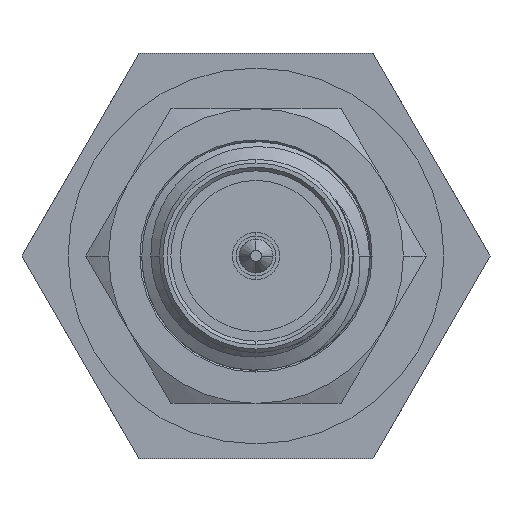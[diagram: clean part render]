
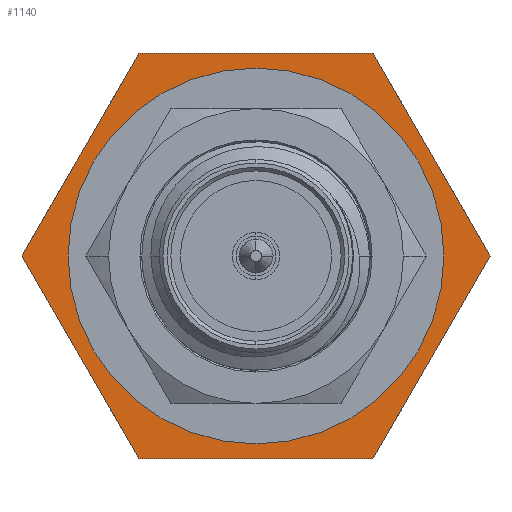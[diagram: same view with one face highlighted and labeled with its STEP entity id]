
A CAD part, left-side view. The second image highlights one B-rep face of the part: STEP entity #1140.
In plain terms, the highlighted planar face has unit normal (-1, 0, 0).
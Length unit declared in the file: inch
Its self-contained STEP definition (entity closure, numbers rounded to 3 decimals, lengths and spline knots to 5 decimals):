
#115 = DIRECTION ( 'NONE',  ( 0., 1., 0. ) ) ;
#274 = EDGE_LOOP ( 'NONE', ( #3468, #7059, #4057, #2275, #6030, #3043 ) ) ;
#367 = EDGE_CURVE ( 'NONE', #1953, #3855, #4361, .T. ) ;
#368 = DIRECTION ( 'NONE',  ( 0., -0.5, -0.866 ) ) ;
#593 = VERTEX_POINT ( 'NONE', #1429 ) ;
#717 = VERTEX_POINT ( 'NONE', #6911 ) ;
#959 = CARTESIAN_POINT ( 'NONE',  ( 0.43307, -0.12502, 0.21654 ) ) ;
#1137 = CARTESIAN_POINT ( 'NONE',  ( 0.43307, 0., 0.18504 ) ) ;
#1140 = ADVANCED_FACE ( 'NONE', ( #6807, #4896 ), #6762, .T. ) ;
#1204 = CARTESIAN_POINT ( 'NONE',  ( 0.43307, 0.12502, -0.21654 ) ) ;
#1290 = LINE ( 'NONE', #3876, #7032 ) ;
#1313 = DIRECTION ( 'NONE',  ( -1., 0., 0. ) ) ;
#1349 = EDGE_CURVE ( 'NONE', #4663, #8190, #4915, .T. ) ;
#1429 = CARTESIAN_POINT ( 'NONE',  ( 0.43307, -0.25003, 0. ) ) ;
#1634 = DIRECTION ( 'NONE',  ( 0., 0., 1. ) ) ;
#1732 = EDGE_CURVE ( 'NONE', #8190, #717, #7566, .T. ) ;
#1953 = VERTEX_POINT ( 'NONE', #5550 ) ;
#2155 = EDGE_LOOP ( 'NONE', ( #6085, #5490 ) ) ;
#2275 = ORIENTED_EDGE ( 'NONE', *, *, #3771, .F. ) ;
#2697 = CARTESIAN_POINT ( 'NONE',  ( 0.43307, -0.12502, -0.21654 ) ) ;
#2740 = EDGE_CURVE ( 'NONE', #3855, #1953, #8076, .T. ) ;
#2773 = EDGE_CURVE ( 'NONE', #717, #8006, #5597, .T. ) ;
#2865 = AXIS2_PLACEMENT_3D ( 'NONE', #5087, #1313, #3901 ) ;
#3043 = ORIENTED_EDGE ( 'NONE', *, *, #1732, .F. ) ;
#3468 = ORIENTED_EDGE ( 'NONE', *, *, #1349, .F. ) ;
#3562 = DIRECTION ( 'NONE',  ( 0., 0., 1. ) ) ;
#3729 = CARTESIAN_POINT ( 'NONE',  ( 0.43307, 0.12502, 0.21654 ) ) ;
#3771 = EDGE_CURVE ( 'NONE', #8006, #593, #6901, .T. ) ;
#3779 = CARTESIAN_POINT ( 'NONE',  ( 0.43307, 0.12502, -0.21654 ) ) ;
#3855 = VERTEX_POINT ( 'NONE', #1137 ) ;
#3876 = CARTESIAN_POINT ( 'NONE',  ( 0.43307, -0.25003, 0. ) ) ;
#3901 = DIRECTION ( 'NONE',  ( 0., 0., -1. ) ) ;
#4057 = ORIENTED_EDGE ( 'NONE', *, *, #6221, .F. ) ;
#4259 = DIRECTION ( 'NONE',  ( -1., 0., 0. ) ) ;
#4361 = CIRCLE ( 'NONE', #2865, 0.18504 ) ;
#4600 = VECTOR ( 'NONE', #6297, 39.37008 ) ;
#4663 = VERTEX_POINT ( 'NONE', #1204 ) ;
#4785 = CARTESIAN_POINT ( 'NONE',  ( 0.43307, 0., 0. ) ) ;
#4896 = FACE_OUTER_BOUND ( 'NONE', #274, .T. ) ;
#4915 = LINE ( 'NONE', #3779, #5381 ) ;
#5087 = CARTESIAN_POINT ( 'NONE',  ( 0.43307, 0., 0. ) ) ;
#5381 = VECTOR ( 'NONE', #6873, 39.37008 ) ;
#5466 = CARTESIAN_POINT ( 'NONE',  ( 0.43307, 0.25003, 0. ) ) ;
#5490 = ORIENTED_EDGE ( 'NONE', *, *, #2740, .F. ) ;
#5550 = CARTESIAN_POINT ( 'NONE',  ( 0.43307, 0., -0.18504 ) ) ;
#5567 = VERTEX_POINT ( 'NONE', #2697 ) ;
#5597 = LINE ( 'NONE', #3729, #7952 ) ;
#5965 = EDGE_CURVE ( 'NONE', #5567, #4663, #6581, .T. ) ;
#5988 = CARTESIAN_POINT ( 'NONE',  ( 0.43307, -0.12502, -0.21654 ) ) ;
#6030 = ORIENTED_EDGE ( 'NONE', *, *, #2773, .F. ) ;
#6085 = ORIENTED_EDGE ( 'NONE', *, *, #367, .F. ) ;
#6221 = EDGE_CURVE ( 'NONE', #593, #5567, #1290, .T. ) ;
#6252 = VECTOR ( 'NONE', #368, 39.37008 ) ;
#6297 = DIRECTION ( 'NONE',  ( 0., -0.5, 0.866 ) ) ;
#6362 = DIRECTION ( 'NONE',  ( 0., -1., 0. ) ) ;
#6452 = DIRECTION ( 'NONE',  ( 0., 0.5, -0.866 ) ) ;
#6581 = LINE ( 'NONE', #5988, #7291 ) ;
#6661 = DIRECTION ( 'NONE',  ( -1., 0., 0. ) ) ;
#6762 = PLANE ( 'NONE',  #7280 ) ;
#6807 = FACE_BOUND ( 'NONE', #2155, .T. ) ;
#6873 = DIRECTION ( 'NONE',  ( 0., 0.5, 0.866 ) ) ;
#6901 = LINE ( 'NONE', #959, #6252 ) ;
#6911 = CARTESIAN_POINT ( 'NONE',  ( 0.43307, 0.12502, 0.21654 ) ) ;
#7032 = VECTOR ( 'NONE', #6452, 39.37008 ) ;
#7059 = ORIENTED_EDGE ( 'NONE', *, *, #5965, .F. ) ;
#7269 = AXIS2_PLACEMENT_3D ( 'NONE', #4785, #6661, #3562 ) ;
#7280 = AXIS2_PLACEMENT_3D ( 'NONE', #8029, #4259, #1634 ) ;
#7291 = VECTOR ( 'NONE', #115, 39.37008 ) ;
#7566 = LINE ( 'NONE', #8156, #4600 ) ;
#7952 = VECTOR ( 'NONE', #6362, 39.37008 ) ;
#8006 = VERTEX_POINT ( 'NONE', #8302 ) ;
#8029 = CARTESIAN_POINT ( 'NONE',  ( 0.43307, 0., 0. ) ) ;
#8076 = CIRCLE ( 'NONE', #7269, 0.18504 ) ;
#8156 = CARTESIAN_POINT ( 'NONE',  ( 0.43307, 0.25003, 0. ) ) ;
#8190 = VERTEX_POINT ( 'NONE', #5466 ) ;
#8302 = CARTESIAN_POINT ( 'NONE',  ( 0.43307, -0.12502, 0.21654 ) ) ;
